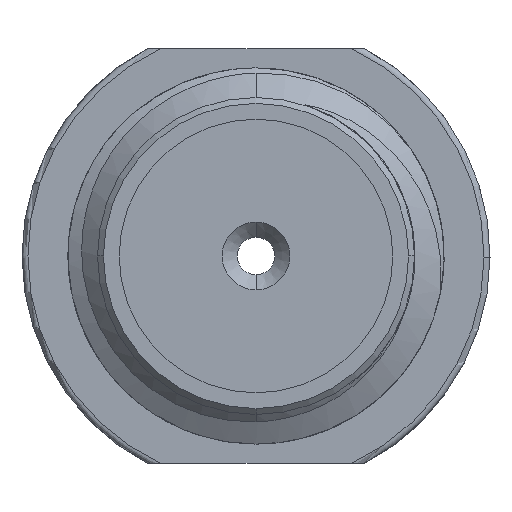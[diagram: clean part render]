
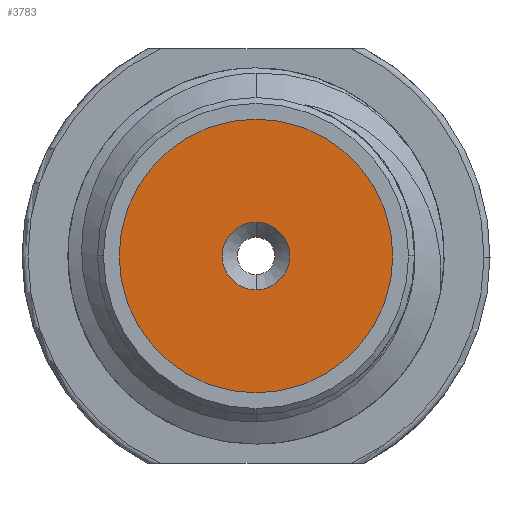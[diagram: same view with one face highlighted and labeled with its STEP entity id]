
A CAD part, left-side view. The second image highlights one B-rep face of the part: STEP entity #3783.
In plain terms, the highlighted planar face has unit normal (-1, 0, 0).
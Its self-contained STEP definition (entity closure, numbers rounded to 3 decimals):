
#147 = AXIS2_PLACEMENT_3D ( 'NONE', #6416, #1399, #4174 ) ;
#204 = CARTESIAN_POINT ( 'NONE',  ( 1.95, 0., 0.572 ) ) ;
#463 = CARTESIAN_POINT ( 'NONE',  ( 1.95, 0., 0. ) ) ;
#642 = CIRCLE ( 'NONE', #1687, 0.572 ) ;
#736 = EDGE_CURVE ( 'NONE', #4298, #5932, #642, .T. ) ;
#843 = CIRCLE ( 'NONE', #4919, 0.572 ) ;
#1087 = DIRECTION ( 'NONE',  ( -1., 0., 0. ) ) ;
#1399 = DIRECTION ( 'NONE',  ( -1., 0., 0. ) ) ;
#1432 = EDGE_LOOP ( 'NONE', ( #1598, #3732 ) ) ;
#1598 = ORIENTED_EDGE ( 'NONE', *, *, #736, .T. ) ;
#1664 = DIRECTION ( 'NONE',  ( 0., 0., 1. ) ) ;
#1687 = AXIS2_PLACEMENT_3D ( 'NONE', #2311, #6125, #6787 ) ;
#1923 = CARTESIAN_POINT ( 'NONE',  ( 1.95, 0., 0. ) ) ;
#1957 = DIRECTION ( 'NONE',  ( 0., 1., 0. ) ) ;
#2095 = PLANE ( 'NONE',  #5034 ) ;
#2294 = VERTEX_POINT ( 'NONE', #4723 ) ;
#2308 = CARTESIAN_POINT ( 'NONE',  ( 1.95, 0., 0. ) ) ;
#2311 = CARTESIAN_POINT ( 'NONE',  ( 1.95, 0., 0. ) ) ;
#2665 = CARTESIAN_POINT ( 'NONE',  ( 1.95, 0., -0.572 ) ) ;
#3642 = ORIENTED_EDGE ( 'NONE', *, *, #4263, .F. ) ;
#3732 = ORIENTED_EDGE ( 'NONE', *, *, #4002, .T. ) ;
#3765 = CIRCLE ( 'NONE', #4351, 2.31 ) ;
#3783 = ADVANCED_FACE ( 'NONE', ( #7085, #5444 ), #2095, .T. ) ;
#3827 = VERTEX_POINT ( 'NONE', #7049 ) ;
#4002 = EDGE_CURVE ( 'NONE', #5932, #4298, #843, .T. ) ;
#4132 = ORIENTED_EDGE ( 'NONE', *, *, #6231, .T. ) ;
#4174 = DIRECTION ( 'NONE',  ( 0., 1., 0. ) ) ;
#4263 = EDGE_CURVE ( 'NONE', #3827, #2294, #3765, .T. ) ;
#4298 = VERTEX_POINT ( 'NONE', #204 ) ;
#4351 = AXIS2_PLACEMENT_3D ( 'NONE', #1923, #5720, #1957 ) ;
#4535 = DIRECTION ( 'NONE',  ( 0., 0., 1. ) ) ;
#4552 = CIRCLE ( 'NONE', #147, 2.31 ) ;
#4723 = CARTESIAN_POINT ( 'NONE',  ( 1.95, -2.31, 0. ) ) ;
#4919 = AXIS2_PLACEMENT_3D ( 'NONE', #2308, #6263, #4535 ) ;
#5034 = AXIS2_PLACEMENT_3D ( 'NONE', #463, #1087, #1664 ) ;
#5444 = FACE_OUTER_BOUND ( 'NONE', #7180, .T. ) ;
#5720 = DIRECTION ( 'NONE',  ( 1., 0., 0. ) ) ;
#5932 = VERTEX_POINT ( 'NONE', #2665 ) ;
#6125 = DIRECTION ( 'NONE',  ( 1., 0., 0. ) ) ;
#6231 = EDGE_CURVE ( 'NONE', #3827, #2294, #4552, .T. ) ;
#6263 = DIRECTION ( 'NONE',  ( 1., 0., 0. ) ) ;
#6416 = CARTESIAN_POINT ( 'NONE',  ( 1.95, 0., 0. ) ) ;
#6787 = DIRECTION ( 'NONE',  ( 0., 0., 1. ) ) ;
#7049 = CARTESIAN_POINT ( 'NONE',  ( 1.95, 2.31, 0. ) ) ;
#7085 = FACE_BOUND ( 'NONE', #1432, .T. ) ;
#7180 = EDGE_LOOP ( 'NONE', ( #4132, #3642 ) ) ;
